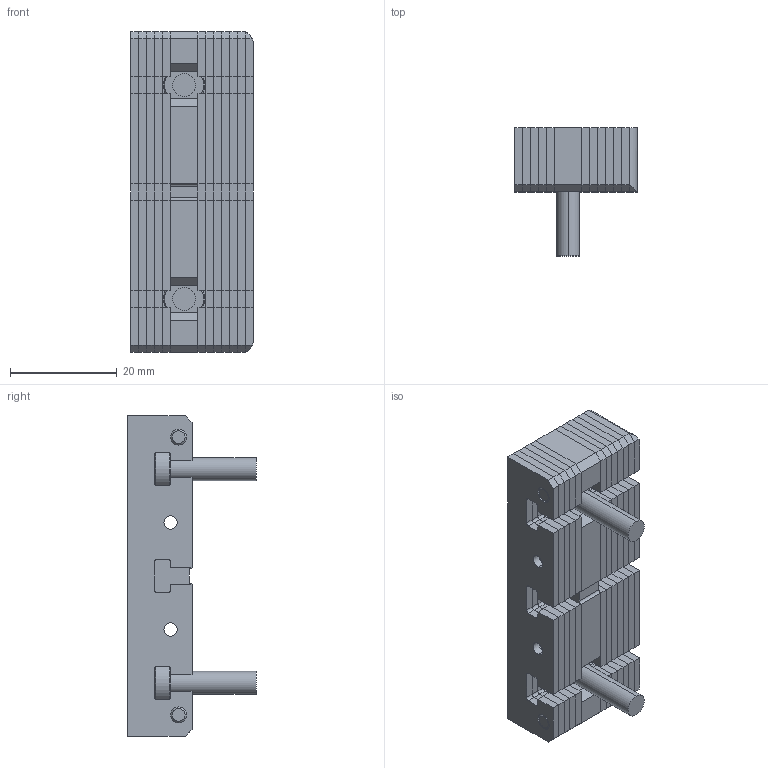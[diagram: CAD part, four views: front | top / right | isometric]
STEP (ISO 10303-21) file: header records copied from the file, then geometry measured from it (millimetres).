
FILE_DESCRIPTION (( 'STEP AP203' ), '1' );
FILE_NAME ('751b.STEP', '2024-11-05T13:14:26', ( '' ), ( '' ), 'SwSTEP 2.0', 'SolidWorks 2019', '' );
FILE_SCHEMA (( 'CONFIG_CONTROL_DESIGN' ));
Length unit declared in the file: millimetre
Products named in the file (6): Lamela_60 e2772c94d4beda3b0752923fd6bac331; 751b; Lamela_60_R e2772c94d4beda3b0752923fd6bac331; Lamellar_Gas_Vent_ISGL60 e2772c94d4beda3b0752923fd6bac331; Bolt_60 e2772c94d4beda3b0752923fd6bac331; Pin_60 e2772c94d4beda3b0752923fd6bac331
Assembly tree (16 placements, depth 2):
  751b
    Lamellar_Gas_Vent_ISGL60 e2772c94d4beda3b0752923fd6bac331
    Lamela_60 e2772c94d4beda3b0752923fd6bac331  x10
    Lamela_60_R e2772c94d4beda3b0752923fd6bac331
    Bolt_60 e2772c94d4beda3b0752923fd6bac331  x2
    Pin_60 e2772c94d4beda3b0752923fd6bac331  x2
Bounding box: 22.96 x 24 x 60 mm (x, y, z)
Volume: 14790.8 mm3; surface area: 22140.5 mm2
Topology: 17 solids, 17 shells, 704 faces, 1988 edges, 1320 vertices
Faces by surface type: plane 418, cylinder 270, cone 16
Entity records: 8016 total; most frequent: DIRECTION 1250, CARTESIAN_POINT 1246, ORIENTED_EDGE 1208, EDGE_CURVE 604, LINE 426, VECTOR 426, AXIS2_PLACEMENT_3D 412, VERTEX_POINT 400
